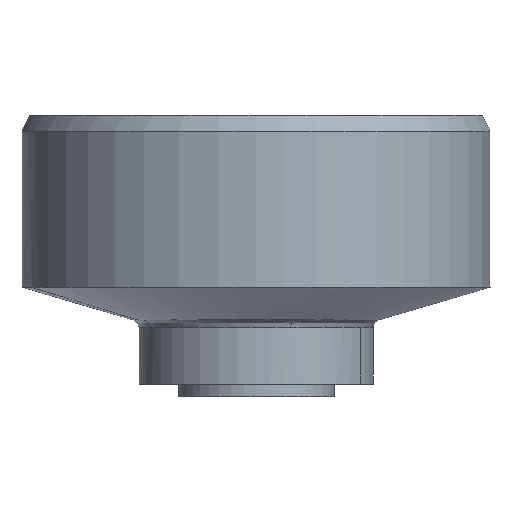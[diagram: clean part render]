
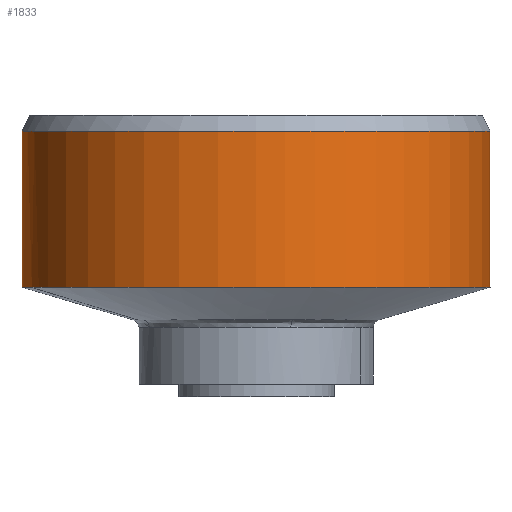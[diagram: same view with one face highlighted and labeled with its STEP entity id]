
A CAD part, left-side view. The second image highlights one B-rep face of the part: STEP entity #1833.
In plain terms, the highlighted free-form (B-spline) face has degree [2, 1] with [7, 2] control points.
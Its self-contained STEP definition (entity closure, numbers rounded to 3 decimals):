
#1463=CARTESIAN_POINT('',(-15.0,0.0,7.0));
#1464=VERTEX_POINT('',#1463);
#1465=CARTESIAN_POINT('',(-4.33,14.361,7.));
#1466=VERTEX_POINT('',#1465);
#1467=CARTESIAN_POINT('',(-15.0,0.0,7.0));
#1468=CARTESIAN_POINT('',(-15.,11.144,7.));
#1469=CARTESIAN_POINT('',(-4.33,14.361,7.));
#1477=(BOUNDED_CURVE()B_SPLINE_CURVE(2,(#1467,#1468,#1469),.UNSPECIFIED.,.F.,.U.)B_SPLINE_CURVE_WITH_KNOTS((3,3),(0.0,0.201),.UNSPECIFIED.)CURVE()GEOMETRIC_REPRESENTATION_ITEM()RATIONAL_B_SPLINE_CURVE((1.0,0.765,0.907))REPRESENTATION_ITEM(''));
#1478=EDGE_CURVE('',#1464,#1466,#1477,.T.);
#1556=CARTESIAN_POINT('',(0.916,-14.972,7.0));
#1557=VERTEX_POINT('',#1556);
#1571=CARTESIAN_POINT('',(0.916,-14.972,7.0));
#1572=CARTESIAN_POINT('',(0.458,-15.,7.));
#1573=CARTESIAN_POINT('',(0.0,-15.0,7.0));
#1574=CARTESIAN_POINT('',(-15.,-15.,7.));
#1575=CARTESIAN_POINT('',(-15.0,0.0,7.0));
#1583=(BOUNDED_CURVE()B_SPLINE_CURVE(2,(#1571,#1572,#1573,#1574,#1575),.UNSPECIFIED.,.F.,.U.)B_SPLINE_CURVE_WITH_KNOTS((3,2,3),(0.739,0.75,1.0),.UNSPECIFIED.)CURVE()GEOMETRIC_REPRESENTATION_ITEM()RATIONAL_B_SPLINE_CURVE((0.976,0.988,1.0,0.707,1.0))REPRESENTATION_ITEM(''));
#1584=EDGE_CURVE('',#1557,#1464,#1583,.T.);
#1611=CARTESIAN_POINT('',(14.042,5.274,7.));
#1612=VERTEX_POINT('',#1611);
#1613=CARTESIAN_POINT('',(-4.33,14.361,7.));
#1614=CARTESIAN_POINT('',(-2.212,15.,7.));
#1615=CARTESIAN_POINT('',(0.,15.,7.));
#1616=CARTESIAN_POINT('',(10.389,15.,7.));
#1617=CARTESIAN_POINT('',(14.042,5.274,7.));
#1625=(BOUNDED_CURVE()B_SPLINE_CURVE(2,(#1613,#1614,#1615,#1616,#1617),.UNSPECIFIED.,.F.,.U.)B_SPLINE_CURVE_WITH_KNOTS((3,2,3),(0.201,0.25,0.44),.UNSPECIFIED.)CURVE()GEOMETRIC_REPRESENTATION_ITEM()RATIONAL_B_SPLINE_CURVE((0.907,0.942,1.0,0.777,0.893))REPRESENTATION_ITEM(''));
#1626=EDGE_CURVE('',#1466,#1612,#1625,.T.);
#1709=CARTESIAN_POINT('',(14.042,5.274,17.));
#1710=VERTEX_POINT('',#1709);
#1726=CARTESIAN_POINT('',(0.916,-14.972,17.));
#1727=VERTEX_POINT('',#1726);
#1741=CARTESIAN_POINT('',(0.916,-14.972,17.));
#1742=CARTESIAN_POINT('',(0.916,-14.972,7.0));
#1743=QUASI_UNIFORM_CURVE('',1,(#1741,#1742),.UNSPECIFIED.,.F.,.U.);
#1744=EDGE_CURVE('',#1727,#1557,#1743,.T.);
#1749=CARTESIAN_POINT('',(14.042,5.274,17.));
#1750=CARTESIAN_POINT('',(14.042,5.274,7.));
#1751=QUASI_UNIFORM_CURVE('',1,(#1749,#1750),.UNSPECIFIED.,.F.,.U.);
#1752=EDGE_CURVE('',#1710,#1612,#1751,.T.);
#1757=CARTESIAN_POINT('',(0.916,-14.972,17.25));
#1758=CARTESIAN_POINT('',(-14.056,-15.888,17.25));
#1759=CARTESIAN_POINT('',(-14.972,-0.916,17.25));
#1760=CARTESIAN_POINT('',(-15.888,14.056,17.25));
#1761=CARTESIAN_POINT('',(-0.916,14.972,17.25));
#1762=CARTESIAN_POINT('',(10.146,15.649,17.25));
#1763=CARTESIAN_POINT('',(14.042,5.274,17.25));
#1764=CARTESIAN_POINT('',(0.916,-14.972,6.744));
#1765=CARTESIAN_POINT('',(-14.056,-15.888,6.744));
#1766=CARTESIAN_POINT('',(-14.972,-0.916,6.744));
#1767=CARTESIAN_POINT('',(-15.888,14.056,6.744));
#1768=CARTESIAN_POINT('',(-0.916,14.972,6.744));
#1769=CARTESIAN_POINT('',(10.146,15.649,6.744));
#1770=CARTESIAN_POINT('',(14.042,5.274,6.744));
#1778=(BOUNDED_SURFACE()B_SPLINE_SURFACE(2,1,((#1757,#1764),(#1758,#1765),(#1759,#1766),(#1760,#1767),(#1761,#1768),(#1762,#1769),(#1763,#1770)),.UNSPECIFIED.,.F.,.F.,.U.)B_SPLINE_SURFACE_WITH_KNOTS((3,2,2,3),(2,2),(0.0,24.853,49.706,69.588),(0.0,10.506),.UNSPECIFIED.)GEOMETRIC_REPRESENTATION_ITEM()RATIONAL_B_SPLINE_SURFACE(((1.0,1.0),(0.707,0.707),(1.0,1.0),(0.707,0.707),(1.0,1.0),(0.766,0.766),(0.906,0.906)))REPRESENTATION_ITEM('')SURFACE());
#1779=CARTESIAN_POINT('',(-1.771,14.895,17.));
#1780=VERTEX_POINT('',#1779);
#1781=CARTESIAN_POINT('',(-1.771,14.895,17.));
#1782=CARTESIAN_POINT('',(-0.888,15.,17.0));
#1783=CARTESIAN_POINT('',(0.0,15.0,17.0));
#1784=CARTESIAN_POINT('',(10.389,15.,17.));
#1785=CARTESIAN_POINT('',(14.042,5.274,17.));
#1793=(BOUNDED_CURVE()B_SPLINE_CURVE(2,(#1781,#1782,#1783,#1784,#1785),.UNSPECIFIED.,.F.,.U.)B_SPLINE_CURVE_WITH_KNOTS((3,2,3),(0.23,0.25,0.44),.UNSPECIFIED.)CURVE()GEOMETRIC_REPRESENTATION_ITEM()RATIONAL_B_SPLINE_CURVE((0.956,0.976,1.0,0.777,0.893))REPRESENTATION_ITEM(''));
#1794=EDGE_CURVE('',#1780,#1710,#1793,.T.);
#1795=ORIENTED_EDGE('',*,*,#1794,.T.);
#1796=ORIENTED_EDGE('',*,*,#1752,.T.);
#1797=ORIENTED_EDGE('',*,*,#1626,.F.);
#1798=ORIENTED_EDGE('',*,*,#1478,.F.);
#1799=ORIENTED_EDGE('',*,*,#1584,.F.);
#1800=ORIENTED_EDGE('',*,*,#1744,.F.);
#1801=CARTESIAN_POINT('',(-15.0,0.0,17.0));
#1802=VERTEX_POINT('',#1801);
#1803=CARTESIAN_POINT('',(0.916,-14.972,17.));
#1804=CARTESIAN_POINT('',(0.458,-15.,17.));
#1805=CARTESIAN_POINT('',(0.0,-15.0,17.0));
#1806=CARTESIAN_POINT('',(-15.,-15.,17.));
#1807=CARTESIAN_POINT('',(-15.0,0.0,17.0));
#1815=(BOUNDED_CURVE()B_SPLINE_CURVE(2,(#1803,#1804,#1805,#1806,#1807),.UNSPECIFIED.,.F.,.U.)B_SPLINE_CURVE_WITH_KNOTS((3,2,3),(0.739,0.75,1.0),.UNSPECIFIED.)CURVE()GEOMETRIC_REPRESENTATION_ITEM()RATIONAL_B_SPLINE_CURVE((0.976,0.988,1.0,0.707,1.0))REPRESENTATION_ITEM(''));
#1816=EDGE_CURVE('',#1727,#1802,#1815,.T.);
#1817=ORIENTED_EDGE('',*,*,#1816,.T.);
#1818=CARTESIAN_POINT('',(-15.0,0.0,17.0));
#1819=CARTESIAN_POINT('',(-15.,13.323,17.0));
#1820=CARTESIAN_POINT('',(-1.771,14.895,17.));
#1828=(BOUNDED_CURVE()B_SPLINE_CURVE(2,(#1818,#1819,#1820),.UNSPECIFIED.,.F.,.U.)B_SPLINE_CURVE_WITH_KNOTS((3,3),(0.0,0.23),.UNSPECIFIED.)CURVE()GEOMETRIC_REPRESENTATION_ITEM()RATIONAL_B_SPLINE_CURVE((1.0,0.731,0.956))REPRESENTATION_ITEM(''));
#1829=EDGE_CURVE('',#1802,#1780,#1828,.T.);
#1830=ORIENTED_EDGE('',*,*,#1829,.T.);
#1831=EDGE_LOOP('',(#1795,#1796,#1797,#1798,#1799,#1800,#1817,#1830));
#1832=FACE_OUTER_BOUND('',#1831,.T.);
#1833=ADVANCED_FACE('',(#1832),#1778,.T.);
